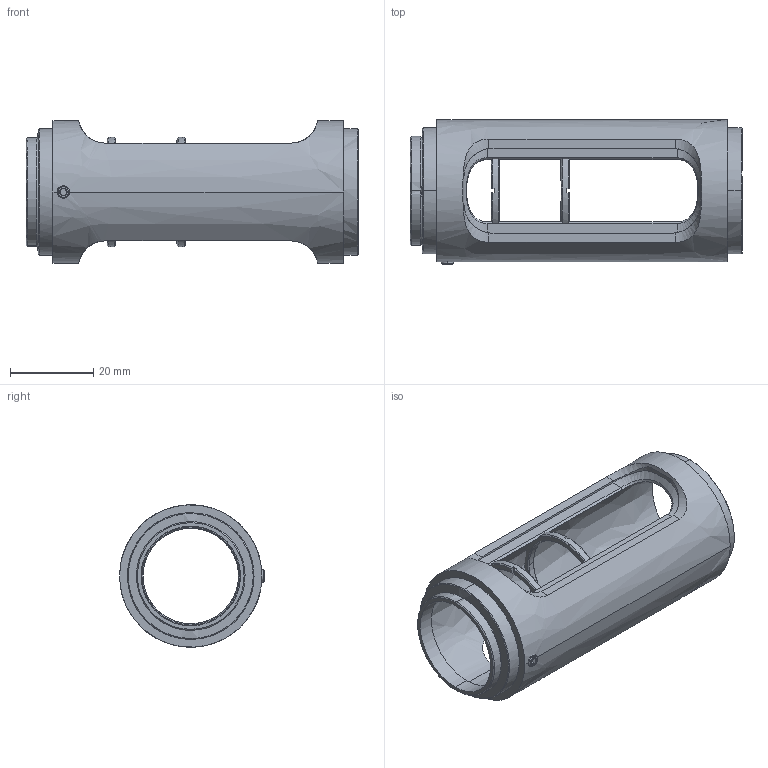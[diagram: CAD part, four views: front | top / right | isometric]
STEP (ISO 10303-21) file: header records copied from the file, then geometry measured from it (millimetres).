
FILE_DESCRIPTION (( 'STEP AP203' ), '1' );
FILE_NAME ('1.7.1.26_ZTC-1-K3.0_SM1标准型3.0英寸侧开口层叠式透镜套筒_step.STEP', '2021-11-17T02:54:32', ( '' ), ( '' ), 'SwSTEP 2.0', 'SolidWorks 2020', '' );
FILE_SCHEMA (( 'CONFIG_CONTROL_DESIGN' ));
Length unit declared in the file: millimetre
Products named in the file (1): 1.7.1.26_ZTC-1-K3.0_SM1标准型3.0英寸侧开口层叠式透镜套筒_step
Bounding box: 80 x 34.9 x 34.28 mm (x, y, z)
Surface area: 21654.6 mm2 (no closed solid volume)
Topology: 0 solids, 4 shells, 128 faces, 344 edges, 216 vertices
Faces by surface type: bspline 128
Entity records: 13066 total; most frequent: CARTESIAN_POINT 11020, ORIENTED_EDGE 674, EDGE_CURVE 340, B_SPLINE_CURVE_WITH_KNOTS 263, VERTEX_POINT 216, EDGE_LOOP 141, ADVANCED_FACE 128, FACE_OUTER_BOUND 128
